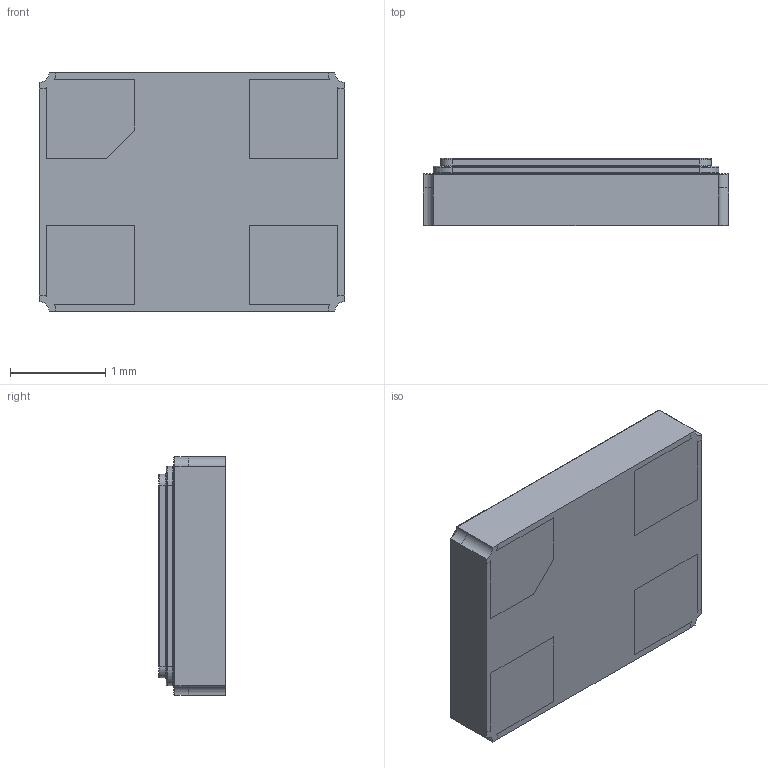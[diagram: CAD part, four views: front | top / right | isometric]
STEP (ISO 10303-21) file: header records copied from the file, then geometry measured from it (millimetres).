
FILE_DESCRIPTION (( 'STEP AP214' ), '1' );
FILE_NAME ('Crystal SMD 7M series 3.20x2.50.STEP', '2014-02-18T09:41:47', ( 'Master' ), ( '' ), 'SwSTEP 2.0', 'SolidWorks 2013', '' );
FILE_SCHEMA (( 'AUTOMOTIVE_DESIGN' ));
Length unit declared in the file: millimetre
Products named in the file (1): Crystal SMD 7M series 3.20x2.50
Bounding box: 3.2 x 0.7 x 2.5 mm (x, y, z)
Volume: 5.3 mm3; surface area: 23.4 mm2
Topology: 1 solids, 1 shells, 76 faces, 197 edges, 125 vertices
Faces by surface type: cylinder 36, plane 20, torus 20
Entity records: 3148 total; most frequent: CARTESIAN_POINT 543, DIRECTION 431, ORIENTED_EDGE 394, EDGE_CURVE 197, AXIS2_PLACEMENT_3D 165, VERTEX_POINT 125, VECTOR 101, LINE 101
